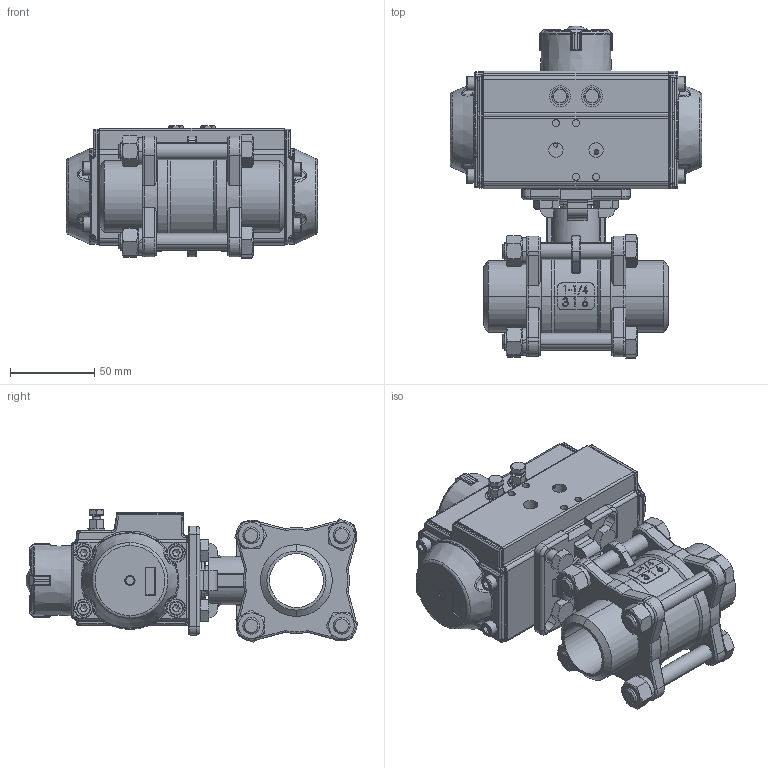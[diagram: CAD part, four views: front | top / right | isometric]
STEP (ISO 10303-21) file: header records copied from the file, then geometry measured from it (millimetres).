
FILE_DESCRIPTION(/* description */ ('Unknown'),/* implementation_level */ '2;1');
FILE_NAME(/* name */ 'PD02 9337-07',/* time_stamp */ '2025-02-04T10:51:47+01:00',/* author */ ('Unknown'),/* organization */ ('Unknown'),/* preprocessor_version */ 'ST-DEVELOPER v19.4',/* originating_system */ 'Solid Edge',/* authorisation */ 'Unknown');
FILE_SCHEMA (('AUTOMOTIVE_DESIGN {1 0 10303 214 3 1 1}'));
Products named in the file (26): PD029337-07; 9337-07_oa_0; 概极; 概裔; 概裝; spring lock washers--normal type gb_GB_FASTENER_WASHER_SW 10; 碟型垫圈; 概裝蹟譫; 滅侂え; hexagon nuts grade c gb_GB_FASTENER_NUT_SNC1 M10-N; 蹟邡; PD02_PE01; vt50-2016-06-25; hex bolt gradeab_din_ISO 4014 - M5 x 25 x 16-N; huosai50; vt50-2016-06-25 _______MIR; zhou50; VTE50____; plain washers-n series-grade a gb_GB_FASTENER_WASHER_PWNA 5; hex nut gradec_din_Hexagon Nut ISO 4034 - M5 - N; Optische Anzeige; ______; ________(___________; cup head nib bolts with large head gb_GB_FASTENER_BOLT_CHNBW M6X25-N; socket head cap screw_din_DIN 912 M5 x 16 --- 16N; DIN 933 M8x20 A2-70 BLK_EDST
Assembly tree (53 placements, depth 4):
  PD029337-07
    9337-07_oa_0
      概极
      概裔  x2
      概裝
      spring lock washers--normal type gb_GB_FASTENER_WASHER_SW 10  x4
      碟型垫圈  x2
      概裝蹟譫
      滅侂え
      hexagon nuts grade c gb_GB_FASTENER_NUT_SNC1 M10-N  x4
      蹟邡  x4
    PD02_PE01
      vt50-2016-06-25
      hex bolt gradeab_din_ISO 4014 - M5 x 25 x 16-N  x2
      huosai50  x2
      vt50-2016-06-25 _______MIR
      zhou50
      VTE50____
      plain washers-n series-grade a gb_GB_FASTENER_WASHER_PWNA 5  x2
      hex nut gradec_din_Hexagon Nut ISO 4034 - M5 - N  x2
      Optische Anzeige
        ______
        ________(___________  x4
        cup head nib bolts with large head gb_GB_FASTENER_BOLT_CHNBW M6X25-N
      socket head cap screw_din_DIN 912 M5 x 16 --- 16N  x8
    DIN 933 M8x20 A2-70 BLK_EDST  x4
Bounding box: 149.4 x 197.4 x 78.6 mm (x, y, z)
Volume: 596536.4 mm3; surface area: 238873.3 mm2
Topology: 50 solids, 50 shells, 3359 faces, 8255 edges, 5111 vertices
Faces by surface type: plane 1226, cylinder 956, bspline 437, cone 384, torus 327, sphere 29
Full cylindrical faces by diameter (mm): 2.5 x2, 3 x16, 3.3 x8, 4.134 x20, 4.2 x2, 4.66 x1, 4.917 x7, 5 x12, 5.3 x2, 5.5 x1, 6 x1, 6.2 x1, 8 x6, 8.5 x8, 8.566 x2, 10 x4, 11 x1, 11.4 x1, 12 x2, 12.5 x2, 12.9 x1, 13 x16, 13.5 x2, 14 x5, 16.5 x2, 21.2 x1, 21.4 x1, 22.5 x1, 25 x4, 38.5 x1
Entity records: 91431 total; most frequent: CARTESIAN_POINT 38919, ORIENTED_EDGE 11104, DIRECTION 9715, EDGE_CURVE 5552, AXIS2_PLACEMENT_3D 3766, VERTEX_POINT 3640, FACE_BOUND 2852, EDGE_LOOP 2831
